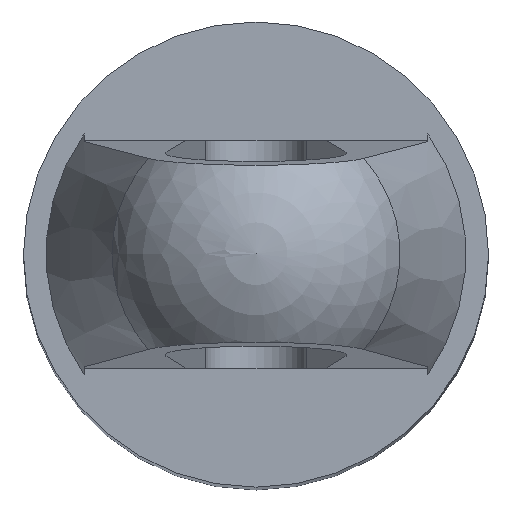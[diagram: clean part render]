
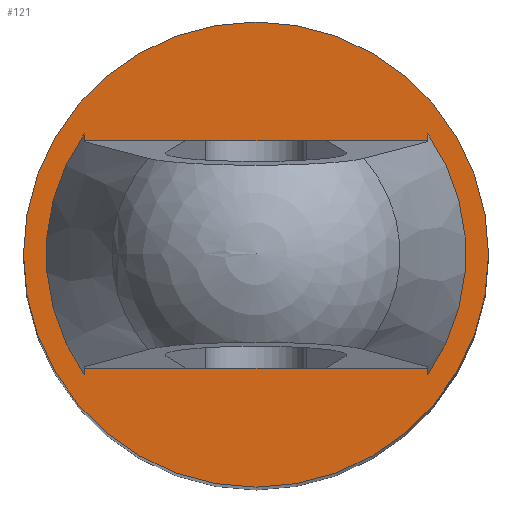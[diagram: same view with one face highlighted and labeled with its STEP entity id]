
A CAD part, top view. The second image highlights one B-rep face of the part: STEP entity #121.
In plain terms, the highlighted planar face has unit normal (0, 0, 1).
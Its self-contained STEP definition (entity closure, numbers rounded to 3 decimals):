
#121 = ADVANCED_FACE( '', ( #256, #257 ), #258, .T. );
#256 = FACE_BOUND( '', #403, .T. );
#257 = FACE_OUTER_BOUND( '', #404, .T. );
#258 = PLANE( '', #405 );
#403 = EDGE_LOOP( '', ( #716, #717, #718, #719, #720, #721 ) );
#404 = EDGE_LOOP( '', ( #722 ) );
#405 = AXIS2_PLACEMENT_3D( '', #723, #724, #725 );
#716 = ORIENTED_EDGE( '', *, *, #956, .T. );
#717 = ORIENTED_EDGE( '', *, *, #960, .F. );
#718 = ORIENTED_EDGE( '', *, *, #1020, .F. );
#719 = ORIENTED_EDGE( '', *, *, #979, .T. );
#720 = ORIENTED_EDGE( '', *, *, #1021, .T. );
#721 = ORIENTED_EDGE( '', *, *, #920, .T. );
#722 = ORIENTED_EDGE( '', *, *, #995, .F. );
#723 = CARTESIAN_POINT( '', ( -1.675, 0., 8. ) );
#724 = DIRECTION( '', ( 0., 0., 1. ) );
#725 = DIRECTION( '', ( 1., 0., 0. ) );
#920 = EDGE_CURVE( '', #1112, #1110, #1113, .T. );
#956 = EDGE_CURVE( '', #1110, #1171, #1173, .T. );
#960 = EDGE_CURVE( '', #1176, #1171, #1178, .T. );
#979 = EDGE_CURVE( '', #1206, #1207, #1208, .T. );
#995 = EDGE_CURVE( '', #1229, #1229, #1230, .T. );
#1020 = EDGE_CURVE( '', #1206, #1176, #1262, .T. );
#1021 = EDGE_CURVE( '', #1207, #1112, #1263, .T. );
#1110 = VERTEX_POINT( '', #1372 );
#1112 = VERTEX_POINT( '', #1375 );
#1113 = LINE( '', #1376, #1377 );
#1171 = VERTEX_POINT( '', #1467 );
#1173 = CIRCLE( '', #1470, 1.675 );
#1176 = VERTEX_POINT( '', #1474 );
#1178 = LINE( '', #1476, #1477 );
#1206 = VERTEX_POINT( '', #1523 );
#1207 = VERTEX_POINT( '', #1524 );
#1208 = CIRCLE( '', #1525, 1.675 );
#1229 = VERTEX_POINT( '', #1559 );
#1230 = CIRCLE( '', #1560, 2.3 );
#1262 = LINE( '', #1613, #1614 );
#1263 = LINE( '', #1615, #1616 );
#1372 = CARTESIAN_POINT( '', ( -1.241, -1.125, 8. ) );
#1375 = CARTESIAN_POINT( '', ( 0., -1.125, 8. ) );
#1376 = CARTESIAN_POINT( '', ( 1.7, -1.125, 8. ) );
#1377 = VECTOR( '', #1707, 1000. );
#1467 = CARTESIAN_POINT( '', ( -1.241, 1.125, 8. ) );
#1470 = AXIS2_PLACEMENT_3D( '', #1741, #1742, #1743 );
#1474 = CARTESIAN_POINT( '', ( 0., 1.125, 8. ) );
#1476 = CARTESIAN_POINT( '', ( 1.7, 1.125, 8. ) );
#1477 = VECTOR( '', #1748, 1000. );
#1523 = CARTESIAN_POINT( '', ( 1.241, 1.125, 8. ) );
#1524 = CARTESIAN_POINT( '', ( 1.241, -1.125, 8. ) );
#1525 = AXIS2_PLACEMENT_3D( '', #1764, #1765, #1766 );
#1559 = CARTESIAN_POINT( '', ( -2.3, 0., 8. ) );
#1560 = AXIS2_PLACEMENT_3D( '', #1783, #1784, #1785 );
#1613 = CARTESIAN_POINT( '', ( 1.7, 1.125, 8. ) );
#1614 = VECTOR( '', #1810, 1000. );
#1615 = CARTESIAN_POINT( '', ( 1.7, -1.125, 8. ) );
#1616 = VECTOR( '', #1811, 1000. );
#1707 = DIRECTION( '', ( -1., 0., 0. ) );
#1741 = CARTESIAN_POINT( '', ( 0., 0., 8. ) );
#1742 = DIRECTION( '', ( 0., 0., -1. ) );
#1743 = DIRECTION( '', ( -1., 0., 0. ) );
#1748 = DIRECTION( '', ( -1., 0., 0. ) );
#1764 = CARTESIAN_POINT( '', ( 0., 0., 8. ) );
#1765 = DIRECTION( '', ( 0., 0., -1. ) );
#1766 = DIRECTION( '', ( -1., 0., 0. ) );
#1783 = CARTESIAN_POINT( '', ( 0., 0., 8. ) );
#1784 = DIRECTION( '', ( 0., 0., -1. ) );
#1785 = DIRECTION( '', ( -1., 0., 0. ) );
#1810 = DIRECTION( '', ( -1., 0., 0. ) );
#1811 = DIRECTION( '', ( -1., 0., 0. ) );
